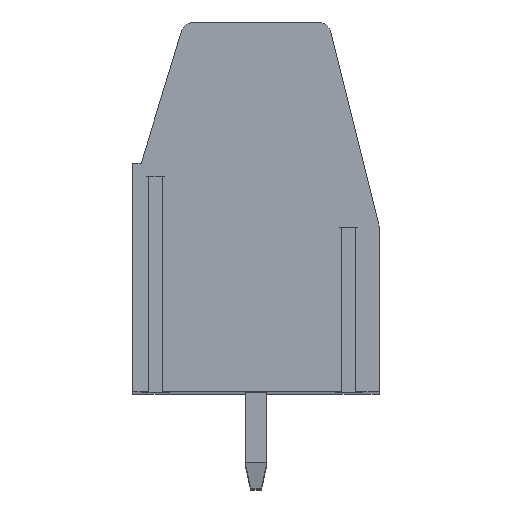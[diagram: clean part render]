
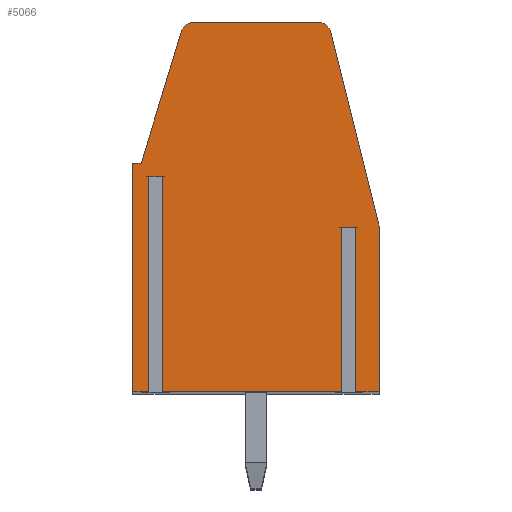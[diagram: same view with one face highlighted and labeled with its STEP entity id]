
A CAD part, top view. The second image highlights one B-rep face of the part: STEP entity #5066.
In plain terms, the highlighted planar face has unit normal (0, 0, 1).
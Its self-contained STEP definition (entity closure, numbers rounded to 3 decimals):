
#13=DIRECTION('',(-1.,0.,0.));
#14=VECTOR('',#13,0.503);
#15=CARTESIAN_POINT('',(-3.413,1.1,43.18));
#16=LINE('',#15,#14);
#17=DIRECTION('',(0.,1.,0.));
#18=VECTOR('',#17,7.85);
#19=CARTESIAN_POINT('',(-3.917,-6.75,43.18));
#20=LINE('',#19,#18);
#21=DIRECTION('',(1.,0.,0.));
#22=VECTOR('',#21,0.583);
#23=CARTESIAN_POINT('',(-4.5,-6.75,43.18));
#24=LINE('',#23,#22);
#25=DIRECTION('',(0.,-1.,0.));
#26=VECTOR('',#25,8.35);
#27=CARTESIAN_POINT('',(-4.5,1.6,43.18));
#28=LINE('',#27,#26);
#29=DIRECTION('',(-1.,0.,0.));
#30=VECTOR('',#29,0.31);
#31=CARTESIAN_POINT('',(-4.19,1.6,43.18));
#32=LINE('',#31,#30);
#33=DIRECTION('',(-0.292,-0.956,0.));
#34=VECTOR('',#33,5.015);
#35=CARTESIAN_POINT('',(-2.723,6.396,43.18));
#36=LINE('',#35,#34);
#37=CARTESIAN_POINT('',(-2.245,6.25,43.18));
#38=DIRECTION('',(0.,0.,1.));
#39=DIRECTION('',(0.,1.,0.));
#40=AXIS2_PLACEMENT_3D('',#37,#38,#39);
#42=DIRECTION('',(-1.,0.,0.));
#43=VECTOR('',#42,4.489);
#44=CARTESIAN_POINT('',(2.244,6.75,43.18));
#45=LINE('',#44,#43);
#46=CARTESIAN_POINT('',(2.244,6.25,43.18));
#47=DIRECTION('',(0.,0.,1.));
#48=DIRECTION('',(0.97,0.242,0.));
#49=AXIS2_PLACEMENT_3D('',#46,#47,#48);
#51=DIRECTION('',(-0.242,0.97,0.));
#52=VECTOR('',#51,7.318);
#53=CARTESIAN_POINT('',(4.5,-0.73,43.18));
#54=LINE('',#53,#52);
#55=DIRECTION('',(0.,1.,0.));
#56=VECTOR('',#55,6.02);
#57=CARTESIAN_POINT('',(4.5,-6.75,43.18));
#58=LINE('',#57,#56);
#59=DIRECTION('',(1.,0.,0.));
#60=VECTOR('',#59,0.863);
#61=CARTESIAN_POINT('',(3.637,-6.75,43.18));
#62=LINE('',#61,#60);
#63=DIRECTION('',(0.,1.,0.));
#64=VECTOR('',#63,6.02);
#65=CARTESIAN_POINT('',(3.637,-6.75,43.18));
#66=LINE('',#65,#64);
#67=DIRECTION('',(-1.,0.,0.));
#68=VECTOR('',#67,0.503);
#69=CARTESIAN_POINT('',(3.637,-0.73,43.18));
#70=LINE('',#69,#68);
#71=DIRECTION('',(0.,1.,0.));
#72=VECTOR('',#71,6.02);
#73=CARTESIAN_POINT('',(3.133,-6.75,43.18));
#74=LINE('',#73,#72);
#75=DIRECTION('',(1.,0.,0.));
#76=VECTOR('',#75,6.547);
#77=CARTESIAN_POINT('',(-3.413,-6.75,43.18));
#78=LINE('',#77,#76);
#79=DIRECTION('',(0.,1.,0.));
#80=VECTOR('',#79,7.85);
#81=CARTESIAN_POINT('',(-3.413,-6.75,43.18));
#82=LINE('',#81,#80);
#3957=CARTESIAN_POINT('',(4.5,-6.75,43.18));
#3958=CARTESIAN_POINT('',(4.5,-0.73,43.18));
#3959=VERTEX_POINT('',#3957);
#3960=VERTEX_POINT('',#3958);
#3961=CARTESIAN_POINT('',(2.73,6.371,43.18));
#3962=VERTEX_POINT('',#3961);
#3963=CARTESIAN_POINT('',(2.244,6.75,43.18));
#3964=VERTEX_POINT('',#3963);
#3965=CARTESIAN_POINT('',(-2.245,6.75,43.18));
#3966=VERTEX_POINT('',#3965);
#3967=CARTESIAN_POINT('',(-2.723,6.396,43.18));
#3968=VERTEX_POINT('',#3967);
#3969=CARTESIAN_POINT('',(-4.19,1.6,43.18));
#3970=VERTEX_POINT('',#3969);
#3971=CARTESIAN_POINT('',(-4.5,1.6,43.18));
#3972=VERTEX_POINT('',#3971);
#3973=CARTESIAN_POINT('',(-4.5,-6.75,43.18));
#3974=VERTEX_POINT('',#3973);
#4049=CARTESIAN_POINT('',(3.637,-0.73,43.18));
#4050=CARTESIAN_POINT('',(3.133,-0.73,43.18));
#4051=VERTEX_POINT('',#4049);
#4052=VERTEX_POINT('',#4050);
#4053=CARTESIAN_POINT('',(3.133,-6.75,43.18));
#4054=VERTEX_POINT('',#4053);
#4055=CARTESIAN_POINT('',(3.637,-6.75,43.18));
#4056=VERTEX_POINT('',#4055);
#4073=CARTESIAN_POINT('',(-3.413,1.1,43.18));
#4074=CARTESIAN_POINT('',(-3.917,1.1,43.18));
#4075=VERTEX_POINT('',#4073);
#4076=VERTEX_POINT('',#4074);
#4077=CARTESIAN_POINT('',(-3.413,-6.75,43.18));
#4078=VERTEX_POINT('',#4077);
#4079=CARTESIAN_POINT('',(-3.917,-6.75,43.18));
#4080=VERTEX_POINT('',#4079);
#5025=CARTESIAN_POINT('',(0.,0.,43.18));
#5026=DIRECTION('',(0.,0.,1.));
#5027=DIRECTION('',(1.,0.,0.));
#5028=AXIS2_PLACEMENT_3D('',#5025,#5026,#5027);
#5029=PLANE('',#5028);
#5031=ORIENTED_EDGE('',*,*,#5030,.T.);
#5033=ORIENTED_EDGE('',*,*,#5032,.F.);
#5035=ORIENTED_EDGE('',*,*,#5034,.F.);
#5037=ORIENTED_EDGE('',*,*,#5036,.F.);
#5039=ORIENTED_EDGE('',*,*,#5038,.F.);
#5041=ORIENTED_EDGE('',*,*,#5040,.F.);
#5043=ORIENTED_EDGE('',*,*,#5042,.F.);
#5045=ORIENTED_EDGE('',*,*,#5044,.F.);
#5047=ORIENTED_EDGE('',*,*,#5046,.F.);
#5049=ORIENTED_EDGE('',*,*,#5048,.F.);
#5051=ORIENTED_EDGE('',*,*,#5050,.F.);
#5053=ORIENTED_EDGE('',*,*,#5052,.F.);
#5055=ORIENTED_EDGE('',*,*,#5054,.T.);
#5057=ORIENTED_EDGE('',*,*,#5056,.T.);
#5059=ORIENTED_EDGE('',*,*,#5058,.F.);
#5061=ORIENTED_EDGE('',*,*,#5060,.F.);
#5063=ORIENTED_EDGE('',*,*,#5062,.T.);
#5064=EDGE_LOOP('',(#5031,#5033,#5035,#5037,#5039,#5041,#5043,#5045,#5047,#5049,
#5051,#5053,#5055,#5057,#5059,#5061,#5063));
#5065=FACE_OUTER_BOUND('',#5064,.F.);
#41=CIRCLE('',#40,0.5);
#50=CIRCLE('',#49,0.5);
#5030=EDGE_CURVE('',#4075,#4076,#16,.T.);
#5032=EDGE_CURVE('',#4080,#4076,#20,.T.);
#5034=EDGE_CURVE('',#3974,#4080,#24,.T.);
#5036=EDGE_CURVE('',#3972,#3974,#28,.T.);
#5038=EDGE_CURVE('',#3970,#3972,#32,.T.);
#5040=EDGE_CURVE('',#3968,#3970,#36,.T.);
#5042=EDGE_CURVE('',#3966,#3968,#41,.T.);
#5044=EDGE_CURVE('',#3964,#3966,#45,.T.);
#5046=EDGE_CURVE('',#3962,#3964,#50,.T.);
#5048=EDGE_CURVE('',#3960,#3962,#54,.T.);
#5050=EDGE_CURVE('',#3959,#3960,#58,.T.);
#5052=EDGE_CURVE('',#4056,#3959,#62,.T.);
#5054=EDGE_CURVE('',#4056,#4051,#66,.T.);
#5056=EDGE_CURVE('',#4051,#4052,#70,.T.);
#5058=EDGE_CURVE('',#4054,#4052,#74,.T.);
#5060=EDGE_CURVE('',#4078,#4054,#78,.T.);
#5062=EDGE_CURVE('',#4078,#4075,#82,.T.);
#5066=ADVANCED_FACE('',(#5065),#5029,.T.);
